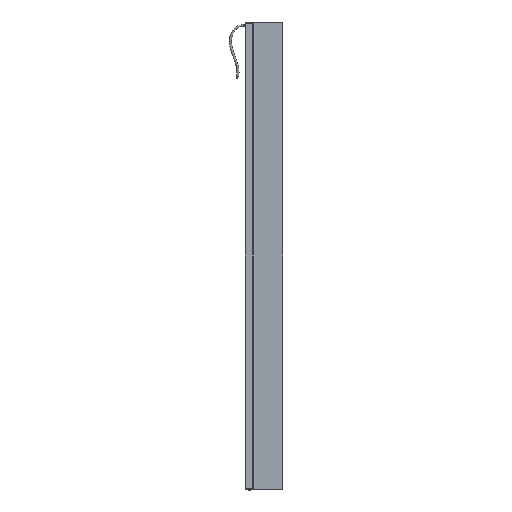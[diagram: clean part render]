
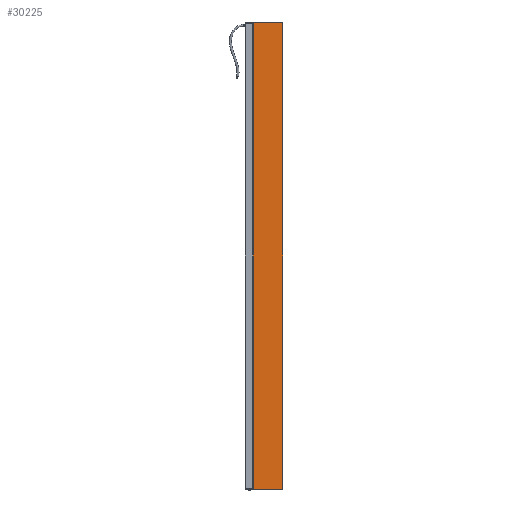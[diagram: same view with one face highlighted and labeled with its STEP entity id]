
A CAD part, left-side view. The second image highlights one B-rep face of the part: STEP entity #30225.
In plain terms, the highlighted planar face has unit normal (-1, 0, 0).
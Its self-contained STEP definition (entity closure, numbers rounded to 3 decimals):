
#306 = EDGE_LOOP ( 'NONE', ( #1835, #36227, #17375, #27221 ) ) ;
#1107 = CARTESIAN_POINT ( 'NONE',  ( -18.893, 0., 1800. ) ) ;
#1835 = ORIENTED_EDGE ( 'NONE', *, *, #6694, .T. ) ;
#1904 = CARTESIAN_POINT ( 'NONE',  ( -18.893, 0., 0. ) ) ;
#5097 = VECTOR ( 'NONE', #8502, 1000. ) ;
#5708 = DIRECTION ( 'NONE',  ( 0., 1., 0. ) ) ;
#5741 = VERTEX_POINT ( 'NONE', #41094 ) ;
#6494 = CARTESIAN_POINT ( 'NONE',  ( -18.893, 0., 0. ) ) ;
#6694 = EDGE_CURVE ( 'NONE', #30183, #29526, #19461, .T. ) ;
#7849 = VECTOR ( 'NONE', #7871, 1000. ) ;
#7871 = DIRECTION ( 'NONE',  ( 0., 0., -1. ) ) ;
#8502 = DIRECTION ( 'NONE',  ( 0., -1., 0. ) ) ;
#14361 = EDGE_CURVE ( 'NONE', #5741, #29526, #26028, .T. ) ;
#17375 = ORIENTED_EDGE ( 'NONE', *, *, #28336, .F. ) ;
#18067 = LINE ( 'NONE', #24287, #7849 ) ;
#19437 = VECTOR ( 'NONE', #34281, 1000. ) ;
#19461 = LINE ( 'NONE', #6494, #30185 ) ;
#19624 = FACE_OUTER_BOUND ( 'NONE', #306, .T. ) ;
#21438 = CARTESIAN_POINT ( 'NONE',  ( -18.893, 0., 1800. ) ) ;
#24287 = CARTESIAN_POINT ( 'NONE',  ( -18.893, 0., 1800. ) ) ;
#25321 = CARTESIAN_POINT ( 'NONE',  ( -18.893, 0., 1800. ) ) ;
#25331 = VERTEX_POINT ( 'NONE', #1107 ) ;
#26028 = LINE ( 'NONE', #34684, #19437 ) ;
#27221 = ORIENTED_EDGE ( 'NONE', *, *, #40748, .T. ) ;
#28336 = EDGE_CURVE ( 'NONE', #25331, #5741, #37313, .T. ) ;
#28780 = DIRECTION ( 'NONE',  ( 1., 0., 0. ) ) ;
#29526 = VERTEX_POINT ( 'NONE', #37489 ) ;
#30183 = VERTEX_POINT ( 'NONE', #1904 ) ;
#30185 = VECTOR ( 'NONE', #32444, 1000. ) ;
#30225 = ADVANCED_FACE ( 'NONE', ( #19624 ), #37721, .F. ) ;
#32444 = DIRECTION ( 'NONE',  ( 0., -1., 0. ) ) ;
#34281 = DIRECTION ( 'NONE',  ( 0., 0., -1. ) ) ;
#34684 = CARTESIAN_POINT ( 'NONE',  ( -18.893, -113.796, 1800. ) ) ;
#36227 = ORIENTED_EDGE ( 'NONE', *, *, #14361, .F. ) ;
#37313 = LINE ( 'NONE', #25321, #5097 ) ;
#37489 = CARTESIAN_POINT ( 'NONE',  ( -18.893, -113.796, 0. ) ) ;
#37721 = PLANE ( 'NONE',  #41278 ) ;
#40748 = EDGE_CURVE ( 'NONE', #25331, #30183, #18067, .T. ) ;
#41094 = CARTESIAN_POINT ( 'NONE',  ( -18.893, -113.796, 1800. ) ) ;
#41278 = AXIS2_PLACEMENT_3D ( 'NONE', #21438, #28780, #5708 ) ;
